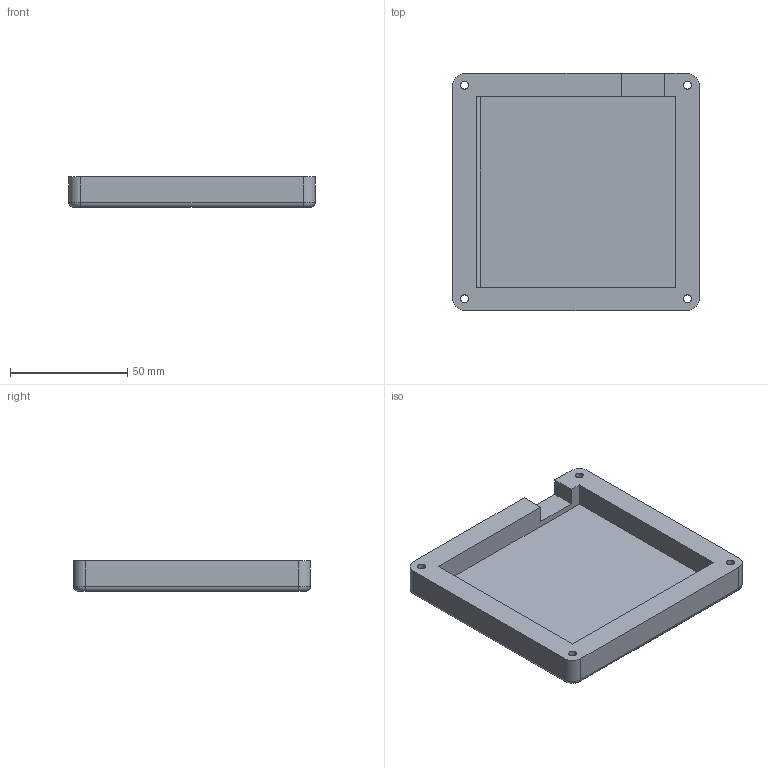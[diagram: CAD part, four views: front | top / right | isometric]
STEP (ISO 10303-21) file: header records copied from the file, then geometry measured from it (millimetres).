
FILE_DESCRIPTION(/* description */ (''),/* implementation_level */ '2;1');
FILE_NAME(/* name */ 'Bottom.step',/* time_stamp */ '2025-07-03T02:53:03+12:00',/* author */ (''),/* organization */ (''),/* preprocessor_version */ 'ST-DEVELOPER v20.1',/* originating_system */ 'Autodesk Translation Framework v14.10.0.0',/* authorisation */ '');
FILE_SCHEMA (('AUTOMOTIVE_DESIGN { 1 0 10303 214 3 1 1 }'));
Length unit declared in the file: millimetre
Products named in the file (2): Crystallized Pad Thing; Pad Thing
Assembly tree (1 placements, depth 2):
  Crystallized Pad Thing
    Pad Thing
Bounding box: 105.2 x 101.2 x 13 mm (x, y, z)
Volume: 66567.2 mm3; surface area: 29868.8 mm2
Topology: 1 solids, 1 shells, 39 faces, 93 edges, 56 vertices
Faces by surface type: plane 18, cylinder 17, torus 4
Full cylindrical faces by diameter (mm): 3.4 x4, 6 x4
Entity records: 1199 total; most frequent: DIRECTION 217, CARTESIAN_POINT 191, ORIENTED_EDGE 186, EDGE_CURVE 93, AXIS2_PLACEMENT_3D 82, VERTEX_POINT 56, LINE 53, VECTOR 53
